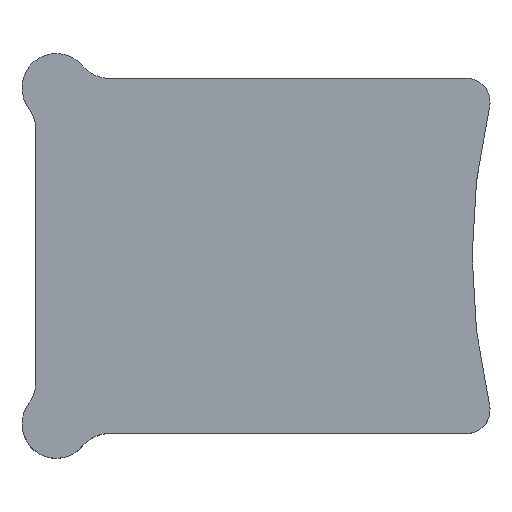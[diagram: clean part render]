
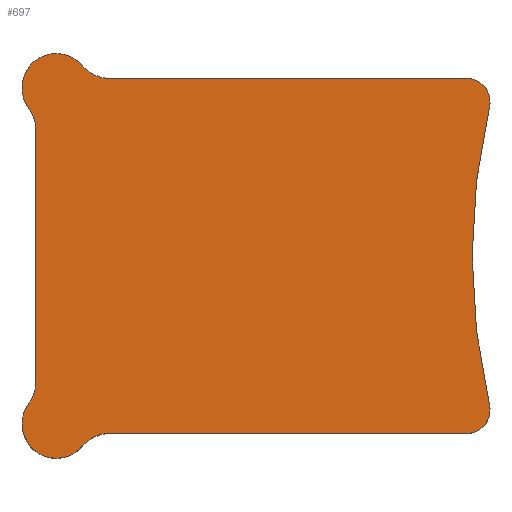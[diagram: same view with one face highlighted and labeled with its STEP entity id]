
A CAD part, top view. The second image highlights one B-rep face of the part: STEP entity #697.
In plain terms, the highlighted planar face has unit normal (0, 0, 1).
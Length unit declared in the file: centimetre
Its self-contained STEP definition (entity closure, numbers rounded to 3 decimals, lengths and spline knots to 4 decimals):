
#135=CIRCLE('',#740,0.625);
#136=CIRCLE('',#743,0.425);
#137=CIRCLE('',#745,11.799);
#138=CIRCLE('',#747,0.425);
#139=CIRCLE('',#750,0.625);
#140=CIRCLE('',#752,0.625);
#141=CIRCLE('',#754,0.625);
#142=CIRCLE('',#756,0.625);
#143=CIRCLE('',#758,0.625);
#161=VERTEX_POINT('',#964);
#162=VERTEX_POINT('',#966);
#194=VERTEX_POINT('',#1055);
#195=VERTEX_POINT('',#1056);
#196=VERTEX_POINT('',#1061);
#197=VERTEX_POINT('',#1065);
#198=VERTEX_POINT('',#1069);
#199=VERTEX_POINT('',#1073);
#200=VERTEX_POINT('',#1077);
#201=VERTEX_POINT('',#1081);
#202=VERTEX_POINT('',#1085);
#203=VERTEX_POINT('',#1091);
#225=VECTOR('',#790,1.);
#250=VECTOR('',#874,1.);
#255=VECTOR('',#892,1.);
#281=LINE('',#965,#225);
#306=LINE('',#1060,#250);
#311=LINE('',#1076,#255);
#338=EDGE_CURVE('',#161,#162,#281,.T.);
#381=EDGE_CURVE('',#194,#195,#135,.T.);
#384=EDGE_CURVE('',#195,#196,#306,.T.);
#386=EDGE_CURVE('',#196,#197,#136,.T.);
#388=EDGE_CURVE('',#197,#198,#137,.T.);
#390=EDGE_CURVE('',#198,#199,#138,.T.);
#392=EDGE_CURVE('',#199,#200,#311,.T.);
#394=EDGE_CURVE('',#200,#201,#139,.T.);
#396=EDGE_CURVE('',#201,#202,#140,.T.);
#398=EDGE_CURVE('',#202,#161,#141,.T.);
#399=EDGE_CURVE('',#162,#203,#142,.T.);
#401=EDGE_CURVE('',#203,#194,#143,.T.);
#562=ORIENTED_EDGE('',*,*,#381,.F.);
#563=ORIENTED_EDGE('',*,*,#401,.F.);
#564=ORIENTED_EDGE('',*,*,#399,.F.);
#565=ORIENTED_EDGE('',*,*,#338,.F.);
#566=ORIENTED_EDGE('',*,*,#398,.F.);
#567=ORIENTED_EDGE('',*,*,#396,.F.);
#568=ORIENTED_EDGE('',*,*,#394,.F.);
#569=ORIENTED_EDGE('',*,*,#392,.F.);
#570=ORIENTED_EDGE('',*,*,#390,.F.);
#571=ORIENTED_EDGE('',*,*,#388,.F.);
#572=ORIENTED_EDGE('',*,*,#386,.F.);
#573=ORIENTED_EDGE('',*,*,#384,.F.);
#617=EDGE_LOOP('',(#562,#563,#564,#565,#566,#567,#568,#569,#570,#571,#572,
#573));
#661=FACE_BOUND('',#617,.T.);
#697=ADVANCED_FACE('',(#661),#1117,.T.);
#740=AXIS2_PLACEMENT_3D('',#1054,#869,#870);
#743=AXIS2_PLACEMENT_3D('',#1064,#878,#879);
#745=AXIS2_PLACEMENT_3D('',#1068,#883,#884);
#747=AXIS2_PLACEMENT_3D('',#1072,#888,#889);
#750=AXIS2_PLACEMENT_3D('',#1080,#896,#897);
#752=AXIS2_PLACEMENT_3D('',#1084,#901,#902);
#754=AXIS2_PLACEMENT_3D('',#1088,#906,#907);
#756=AXIS2_PLACEMENT_3D('',#1090,#910,#911);
#758=AXIS2_PLACEMENT_3D('',#1094,#915,#916);
#759=AXIS2_PLACEMENT_3D('',#1095,#917,$);
#790=DIRECTION('',(0.,1.,0.));
#869=DIRECTION('',(0.,0.,1.));
#870=DIRECTION('',(0.625,0.,0.));
#874=DIRECTION('',(1.,0.,0.));
#878=DIRECTION('',(0.,0.,-1.));
#879=DIRECTION('',(0.425,0.,0.));
#883=DIRECTION('',(0.,0.,1.));
#884=DIRECTION('',(11.799,0.,0.));
#888=DIRECTION('',(0.,0.,-1.));
#889=DIRECTION('',(0.425,0.,0.));
#892=DIRECTION('',(-1.,0.,0.));
#896=DIRECTION('',(0.,0.,1.));
#897=DIRECTION('',(0.625,0.,0.));
#901=DIRECTION('',(0.,0.,-1.));
#902=DIRECTION('',(0.625,0.,0.));
#906=DIRECTION('',(0.,0.,1.));
#907=DIRECTION('',(0.625,0.,0.));
#910=DIRECTION('',(0.,0.,1.));
#911=DIRECTION('',(0.625,0.,0.));
#915=DIRECTION('',(0.,0.,-1.));
#916=DIRECTION('',(0.625,0.,0.));
#917=DIRECTION('',(0.,0.,1.));
#964=CARTESIAN_POINT('',(-0.175,0.425,1.95));
#965=CARTESIAN_POINT('',(-0.175,0.425,1.95));
#966=CARTESIAN_POINT('',(-0.175,5.025,1.95));
#1054=CARTESIAN_POINT('',(1.1605,6.575,1.95));
#1055=CARTESIAN_POINT('',(0.6802,6.175,1.95));
#1056=CARTESIAN_POINT('',(1.1605,5.95,1.95));
#1060=CARTESIAN_POINT('',(1.1605,5.95,1.95));
#1061=CARTESIAN_POINT('',(7.65,5.95,1.95));
#1064=CARTESIAN_POINT('',(7.65,5.525,1.95));
#1065=CARTESIAN_POINT('',(8.0637,5.4277,1.95));
#1068=CARTESIAN_POINT('',(19.549,2.725,1.95));
#1069=CARTESIAN_POINT('',(8.0637,0.0223,1.95));
#1072=CARTESIAN_POINT('',(7.65,-0.075,1.95));
#1073=CARTESIAN_POINT('',(7.65,-0.5,1.95));
#1076=CARTESIAN_POINT('',(7.65,-0.5,1.95));
#1077=CARTESIAN_POINT('',(1.1605,-0.5,1.95));
#1080=CARTESIAN_POINT('',(1.1605,-1.125,1.95));
#1081=CARTESIAN_POINT('',(0.6802,-0.725,1.95));
#1084=CARTESIAN_POINT('',(0.2,-0.325,1.95));
#1085=CARTESIAN_POINT('',(-0.3,0.05,1.95));
#1088=CARTESIAN_POINT('',(-0.8,0.425,1.95));
#1090=CARTESIAN_POINT('',(-0.8,5.025,1.95));
#1091=CARTESIAN_POINT('',(-0.3,5.4,1.95));
#1094=CARTESIAN_POINT('',(0.2,5.775,1.95));
#1095=CARTESIAN_POINT('',(3.699,2.725,1.95));
#1117=PLANE('',#759);
